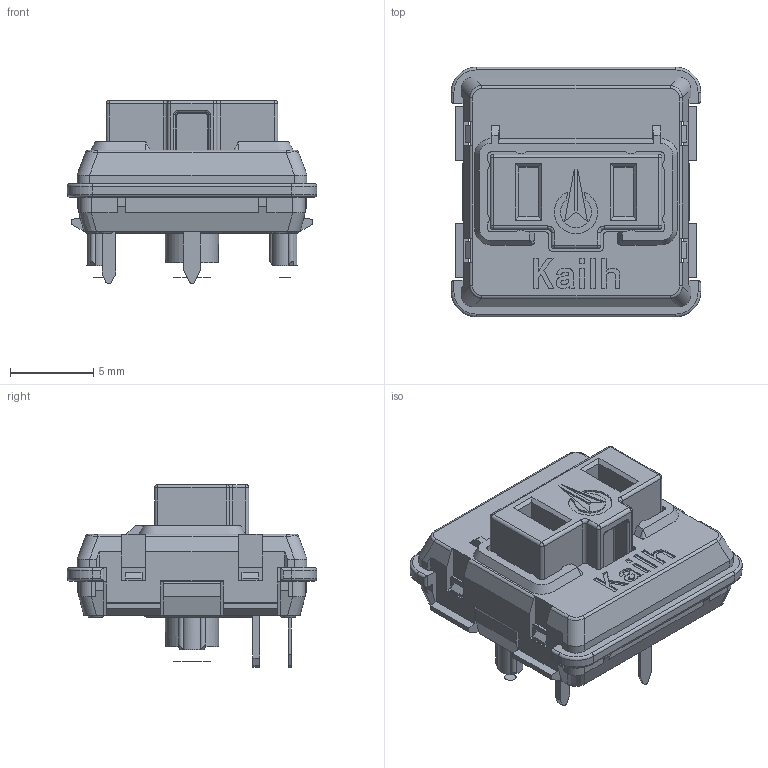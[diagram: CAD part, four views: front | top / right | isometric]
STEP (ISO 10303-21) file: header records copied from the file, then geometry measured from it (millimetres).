
FILE_DESCRIPTION(/* description */ (''),/* implementation_level */ '2;1');
FILE_NAME(/* name */ 'Kailh Choc Low Profile Switch.step',/* time_stamp */ '2021-03-14T15:02:12+09:00',/* author */ (''),/* organization */ (''),/* preprocessor_version */ 'ST-DEVELOPER v18.1',/* originating_system */ 'Autodesk Translation Framework v9.10.0.1330',/* authorisation */ '');
FILE_SCHEMA (('AUTOMOTIVE_DESIGN { 1 0 10303 214 3 1 1 }'));
Length unit declared in the file: millimetre
Products named in the file (6): Kailh Choc Low Profile Switch; コンポーネント1; コンポーネント2; コンポーネント3; コンポーネント4; コンポーネント5
Assembly tree (5 placements, depth 2):
  Kailh Choc Low Profile Switch
    コンポーネント1
    コンポーネント2
    コンポーネント3
    コンポーネント4
    コンポーネント5
Bounding box: 15 x 15 x 11 mm (x, y, z)
Volume: 942.3 mm3; surface area: 1552.3 mm2
Topology: 5 solids, 5 shells, 486 faces, 1300 edges, 829 vertices
Faces by surface type: plane 333, cylinder 91, bspline 35, cone 11, torus 10, sphere 6
Full cylindrical faces by diameter (mm): 3.2 x1
Entity records: 16601 total; most frequent: CARTESIAN_POINT 4367, ORIENTED_EDGE 2596, DIRECTION 2370, EDGE_CURVE 1298, LINE 1026, VECTOR 1026, VERTEX_POINT 829, AXIS2_PLACEMENT_3D 672
